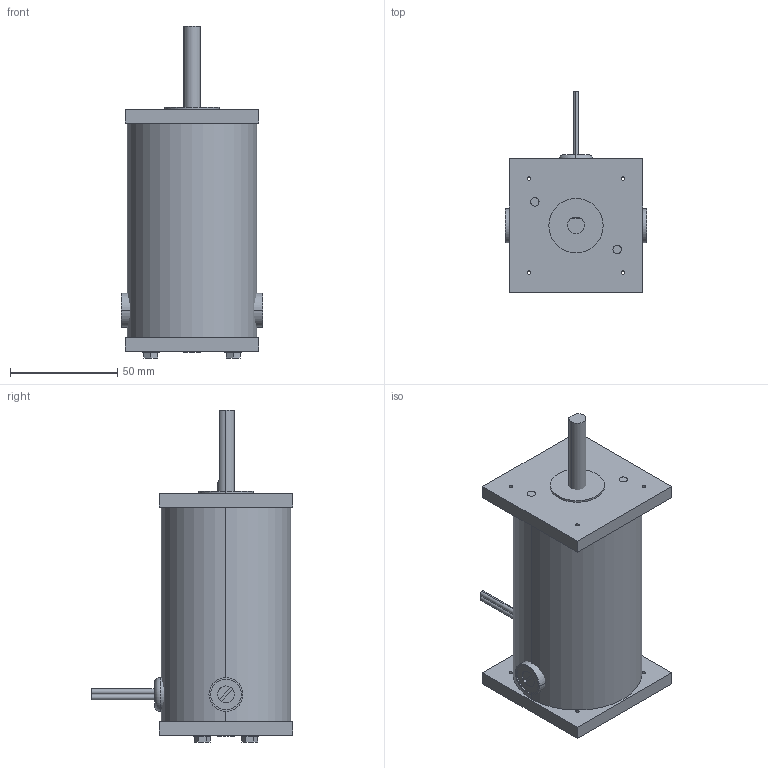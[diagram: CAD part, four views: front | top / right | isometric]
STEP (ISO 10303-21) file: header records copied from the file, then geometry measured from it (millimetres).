
FILE_DESCRIPTION (( 'STEP AP214' ), '1' );
FILE_NAME ('MTPM-P10-1JK43.STEP', '2014-06-25T20:14:51', ( '' ), ( '' ), 'SwSTEP 2.0', 'SolidWorks 2013', '' );
FILE_SCHEMA (( 'AUTOMOTIVE_DESIGN' ));
Length unit declared in the file: inch
Products named in the file (1): MTPM-P10-1JK43
Bounding box: 66.09 x 94.23 x 155.04 mm (x, y, z)
Volume: 90483.5 mm3; surface area: 67081.3 mm2
Topology: 20 solids, 20 shells, 150 faces, 311 edges, 207 vertices
Faces by surface type: cylinder 76, plane 71, torus 2, bspline 1
Entity records: 6238 total; most frequent: DIRECTION 766, CARTESIAN_POINT 708, ORIENTED_EDGE 622, EDGE_CURVE 311, AXIS2_PLACEMENT_3D 307, VERTEX_POINT 207, EDGE_LOOP 190, UNCERTAINTY_MEASURE_WITH_UNIT 164
